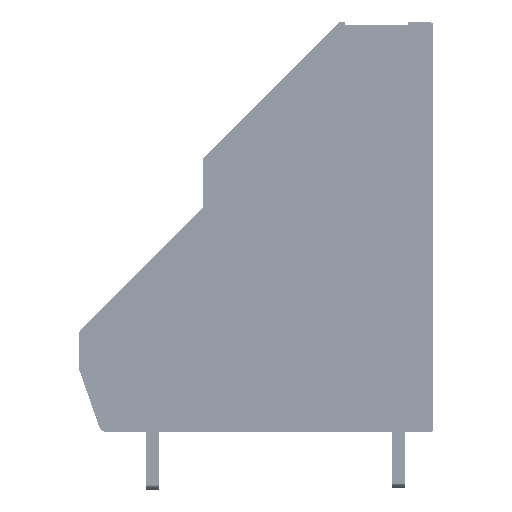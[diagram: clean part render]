
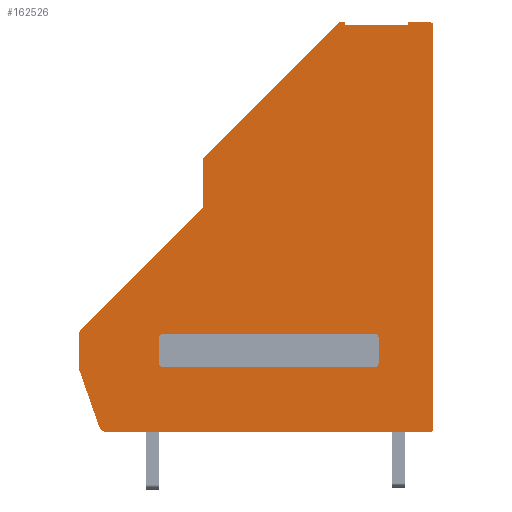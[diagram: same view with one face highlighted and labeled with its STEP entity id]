
A CAD part, front view. The second image highlights one B-rep face of the part: STEP entity #162526.
In plain terms, the highlighted planar face has unit normal (0, -1, 0).
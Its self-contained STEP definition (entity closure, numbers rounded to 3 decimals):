
#7236=CIRCLE('',#172178,0.25);
#7237=CIRCLE('',#172181,0.25);
#7238=CIRCLE('',#172184,0.25);
#7239=CIRCLE('',#172187,0.25);
#7241=CIRCLE('',#172196,0.25);
#7243=CIRCLE('',#172201,0.5);
#7345=CIRCLE('',#172467,0.5);
#7458=CIRCLE('',#172815,0.25);
#7460=CIRCLE('',#172819,0.5);
#17599=LINE('',#248365,#28866);
#17602=LINE('',#248373,#28869);
#17605=LINE('',#248381,#28872);
#17608=LINE('',#248389,#28875);
#17610=LINE('',#248394,#28877);
#17613=LINE('',#248400,#28880);
#17616=LINE('',#248406,#28883);
#17619=LINE('',#248412,#28886);
#17622=LINE('',#248418,#28889);
#17626=LINE('',#248430,#28893);
#17632=LINE('',#248443,#28899);
#17636=LINE('',#248455,#28903);
#17861=LINE('',#249318,#29128);
#18207=LINE('',#251151,#29474);
#18367=LINE('',#251495,#29634);
#18368=LINE('',#251496,#29635);
#28866=VECTOR('',#200943,1000.);
#28869=VECTOR('',#200952,1000.);
#28872=VECTOR('',#200961,1000.);
#28875=VECTOR('',#200970,1000.);
#28877=VECTOR('',#200974,1000.);
#28880=VECTOR('',#200979,1000.);
#28883=VECTOR('',#200984,1000.);
#28886=VECTOR('',#200989,1000.);
#28889=VECTOR('',#200994,1000.);
#28893=VECTOR('',#201006,1000.);
#28899=VECTOR('',#201014,1000.);
#28903=VECTOR('',#201026,1000.);
#29128=VECTOR('',#201775,1000.);
#29474=VECTOR('',#202659,1000.);
#29634=VECTOR('',#202993,1000.);
#29635=VECTOR('',#202994,1000.);
#61208=ORIENTED_EDGE('',*,*,#79933,.T.);
#61209=ORIENTED_EDGE('',*,*,#79930,.T.);
#61210=ORIENTED_EDGE('',*,*,#79927,.T.);
#61211=ORIENTED_EDGE('',*,*,#80973,.T.);
#61212=ORIENTED_EDGE('',*,*,#80974,.T.);
#61213=ORIENTED_EDGE('',*,*,#80968,.T.);
#61214=ORIENTED_EDGE('',*,*,#79921,.T.);
#61215=ORIENTED_EDGE('',*,*,#79920,.T.);
#61216=ORIENTED_EDGE('',*,*,#79915,.T.);
#61217=ORIENTED_EDGE('',*,*,#79912,.T.);
#61218=ORIENTED_EDGE('',*,*,#79909,.T.);
#61219=ORIENTED_EDGE('',*,*,#79906,.T.);
#61220=ORIENTED_EDGE('',*,*,#79903,.T.);
#61221=ORIENTED_EDGE('',*,*,#80795,.T.);
#61222=ORIENTED_EDGE('',*,*,#80291,.T.);
#61223=ORIENTED_EDGE('',*,*,#80975,.T.);
#61224=ORIENTED_EDGE('',*,*,#80300,.T.);
#61225=ORIENTED_EDGE('',*,*,#79901,.T.);
#61226=ORIENTED_EDGE('',*,*,#79899,.T.);
#61227=ORIENTED_EDGE('',*,*,#79897,.T.);
#61228=ORIENTED_EDGE('',*,*,#79895,.T.);
#61229=ORIENTED_EDGE('',*,*,#79893,.T.);
#61230=ORIENTED_EDGE('',*,*,#79891,.T.);
#61231=ORIENTED_EDGE('',*,*,#79889,.T.);
#61232=ORIENTED_EDGE('',*,*,#79887,.T.);
#79887=EDGE_CURVE('',#92291,#92290,#7236,.F.);
#79889=EDGE_CURVE('',#92292,#92291,#17599,.T.);
#79891=EDGE_CURVE('',#92293,#92292,#7237,.F.);
#79893=EDGE_CURVE('',#92294,#92293,#17602,.T.);
#79895=EDGE_CURVE('',#92295,#92294,#7238,.F.);
#79897=EDGE_CURVE('',#92296,#92295,#17605,.T.);
#79899=EDGE_CURVE('',#92297,#92296,#7239,.F.);
#79901=EDGE_CURVE('',#92290,#92297,#17608,.T.);
#79903=EDGE_CURVE('',#92300,#92299,#17610,.T.);
#79906=EDGE_CURVE('',#92302,#92300,#17613,.T.);
#79909=EDGE_CURVE('',#92304,#92302,#17616,.T.);
#79912=EDGE_CURVE('',#92306,#92304,#17619,.T.);
#79915=EDGE_CURVE('',#92308,#92306,#17622,.T.);
#79920=EDGE_CURVE('',#92311,#92308,#7241,.T.);
#79921=EDGE_CURVE('',#92312,#92311,#17626,.T.);
#79927=EDGE_CURVE('',#92314,#92317,#17632,.T.);
#79930=EDGE_CURVE('',#92319,#92314,#7243,.T.);
#79933=EDGE_CURVE('',#92320,#92319,#17636,.T.);
#80291=EDGE_CURVE('',#92506,#92505,#17861,.T.);
#80300=EDGE_CURVE('',#92508,#92320,#7345,.T.);
#80795=EDGE_CURVE('',#92299,#92506,#18207,.T.);
#80968=EDGE_CURVE('',#92892,#92312,#7458,.T.);
#80973=EDGE_CURVE('',#92317,#92894,#7460,.T.);
#80974=EDGE_CURVE('',#92894,#92892,#18367,.T.);
#80975=EDGE_CURVE('',#92505,#92508,#18368,.T.);
#92290=VERTEX_POINT('',#248360);
#92291=VERTEX_POINT('',#248362);
#92292=VERTEX_POINT('',#248366);
#92293=VERTEX_POINT('',#248370);
#92294=VERTEX_POINT('',#248374);
#92295=VERTEX_POINT('',#248378);
#92296=VERTEX_POINT('',#248382);
#92297=VERTEX_POINT('',#248386);
#92299=VERTEX_POINT('',#248393);
#92300=VERTEX_POINT('',#248395);
#92302=VERTEX_POINT('',#248401);
#92304=VERTEX_POINT('',#248407);
#92306=VERTEX_POINT('',#248413);
#92308=VERTEX_POINT('',#248419);
#92311=VERTEX_POINT('',#248426);
#92312=VERTEX_POINT('',#248431);
#92314=VERTEX_POINT('',#248437);
#92317=VERTEX_POINT('',#248442);
#92319=VERTEX_POINT('',#248447);
#92320=VERTEX_POINT('',#248452);
#92505=VERTEX_POINT('',#249317);
#92506=VERTEX_POINT('',#249319);
#92508=VERTEX_POINT('',#249329);
#92892=VERTEX_POINT('',#251482);
#92894=VERTEX_POINT('',#251492);
#100986=EDGE_LOOP('',(#61208,#61209,#61210,#61211,#61212,#61213,#61214,
#61215,#61216,#61217,#61218,#61219,#61220,#61221,#61222,#61223,#61224));
#100987=EDGE_LOOP('',(#61225,#61226,#61227,#61228,#61229,#61230,#61231,
#61232));
#107899=FACE_BOUND('',#100986,.T.);
#107900=FACE_BOUND('',#100987,.T.);
#112092=PLANE('',#172820);
#162526=ADVANCED_FACE('',(#107899,#107900),#112092,.T.);
#172178=AXIS2_PLACEMENT_3D('',#248361,#200938,#200939);
#172181=AXIS2_PLACEMENT_3D('',#248369,#200947,#200948);
#172184=AXIS2_PLACEMENT_3D('',#248377,#200956,#200957);
#172187=AXIS2_PLACEMENT_3D('',#248385,#200965,#200966);
#172196=AXIS2_PLACEMENT_3D('',#248428,#201002,#201003);
#172201=AXIS2_PLACEMENT_3D('',#248449,#201020,#201021);
#172467=AXIS2_PLACEMENT_3D('',#249331,#201787,#201788);
#172815=AXIS2_PLACEMENT_3D('',#251484,#202978,#202979);
#172819=AXIS2_PLACEMENT_3D('',#251493,#202989,#202990);
#172820=AXIS2_PLACEMENT_3D('',#251494,#202991,#202992);
#200938=DIRECTION('',(0.,-1.,0.));
#200939=DIRECTION('',(0.,0.,-1.));
#200943=DIRECTION('',(0.,0.,1.));
#200947=DIRECTION('',(0.,-1.,0.));
#200948=DIRECTION('',(0.,0.,-1.));
#200952=DIRECTION('',(-1.,0.,0.));
#200956=DIRECTION('',(0.,-1.,0.));
#200957=DIRECTION('',(0.,0.,-1.));
#200961=DIRECTION('',(0.,0.,-1.));
#200965=DIRECTION('',(0.,-1.,0.));
#200966=DIRECTION('',(0.,0.,-1.));
#200970=DIRECTION('',(1.,0.,0.));
#200974=DIRECTION('',(-1.,0.,0.));
#200979=DIRECTION('',(0.,0.,1.));
#200984=DIRECTION('',(-1.,0.,0.));
#200989=DIRECTION('',(0.,0.,-1.));
#200994=DIRECTION('',(-1.,0.,0.));
#201002=DIRECTION('',(0.,-1.,0.));
#201003=DIRECTION('',(0.,0.,-1.));
#201006=DIRECTION('',(0.,0.,1.));
#201014=DIRECTION('',(0.33,0.,-0.944));
#201020=DIRECTION('',(0.,-1.,0.));
#201021=DIRECTION('',(0.,0.,-1.));
#201026=DIRECTION('',(0.,0.,-1.));
#201775=DIRECTION('',(0.,0.,-1.));
#201787=DIRECTION('',(0.,-1.,0.));
#201788=DIRECTION('',(0.,0.,-1.));
#202659=DIRECTION('',(-0.707,0.,-0.707));
#202978=DIRECTION('',(0.,-1.,0.));
#202979=DIRECTION('',(0.,0.,-1.));
#202989=DIRECTION('',(0.,-1.,0.));
#202990=DIRECTION('',(0.,0.,-1.));
#202991=DIRECTION('',(0.,-1.,0.));
#202992=DIRECTION('',(0.,0.,-1.));
#202993=DIRECTION('',(1.,0.,0.));
#202994=DIRECTION('',(-0.707,0.,-0.707));
#248360=CARTESIAN_POINT('',(17.718,-3.26,9.876));
#248361=CARTESIAN_POINT('',(17.718,-3.26,9.626));
#248362=CARTESIAN_POINT('',(17.468,-3.26,9.626));
#248365=CARTESIAN_POINT('',(17.468,-3.26,7.769));
#248366=CARTESIAN_POINT('',(17.468,-3.26,8.019));
#248369=CARTESIAN_POINT('',(17.718,-3.26,8.019));
#248370=CARTESIAN_POINT('',(17.718,-3.26,7.769));
#248373=CARTESIAN_POINT('',(31.107,-3.26,7.769));
#248374=CARTESIAN_POINT('',(30.857,-3.26,7.769));
#248377=CARTESIAN_POINT('',(30.857,-3.26,8.019));
#248378=CARTESIAN_POINT('',(31.107,-3.26,8.019));
#248381=CARTESIAN_POINT('',(31.107,-3.26,9.876));
#248382=CARTESIAN_POINT('',(31.107,-3.26,9.626));
#248385=CARTESIAN_POINT('',(30.857,-3.26,9.626));
#248386=CARTESIAN_POINT('',(30.857,-3.26,9.876));
#248389=CARTESIAN_POINT('',(17.468,-3.26,9.876));
#248393=CARTESIAN_POINT('',(28.66,-3.26,29.25));
#248394=CARTESIAN_POINT('',(28.66,-3.26,29.25));
#248395=CARTESIAN_POINT('',(29.05,-3.26,29.25));
#248400=CARTESIAN_POINT('',(29.05,-3.26,29.25));
#248401=CARTESIAN_POINT('',(29.05,-3.26,29.05));
#248406=CARTESIAN_POINT('',(29.05,-3.26,29.05));
#248407=CARTESIAN_POINT('',(32.95,-3.26,29.05));
#248412=CARTESIAN_POINT('',(32.95,-3.26,29.05));
#248413=CARTESIAN_POINT('',(32.95,-3.26,29.25));
#248418=CARTESIAN_POINT('',(32.95,-3.26,29.25));
#248419=CARTESIAN_POINT('',(34.27,-3.26,29.25));
#248426=CARTESIAN_POINT('',(34.52,-3.26,29.));
#248428=CARTESIAN_POINT('',(34.27,-3.26,29.));
#248430=CARTESIAN_POINT('',(34.52,-3.26,29.25));
#248431=CARTESIAN_POINT('',(34.52,-3.26,4.));
#248437=CARTESIAN_POINT('',(12.478,-3.26,7.67));
#248442=CARTESIAN_POINT('',(13.733,-3.26,4.085));
#248443=CARTESIAN_POINT('',(12.45,-3.26,7.75));
#248447=CARTESIAN_POINT('',(12.45,-3.26,7.835));
#248449=CARTESIAN_POINT('',(12.95,-3.26,7.835));
#248452=CARTESIAN_POINT('',(12.45,-3.26,9.763));
#248455=CARTESIAN_POINT('',(12.45,-3.26,9.97));
#249317=CARTESIAN_POINT('',(20.2,-3.26,17.72));
#249318=CARTESIAN_POINT('',(20.2,-3.26,17.72));
#249319=CARTESIAN_POINT('',(20.2,-3.26,20.79));
#249329=CARTESIAN_POINT('',(12.596,-3.26,10.117));
#249331=CARTESIAN_POINT('',(12.95,-3.26,9.763));
#251151=CARTESIAN_POINT('',(20.2,-3.26,20.79));
#251482=CARTESIAN_POINT('',(34.27,-3.26,3.75));
#251484=CARTESIAN_POINT('',(34.27,-3.26,4.));
#251492=CARTESIAN_POINT('',(14.205,-3.26,3.75));
#251493=CARTESIAN_POINT('',(14.205,-3.26,4.25));
#251494=CARTESIAN_POINT('',(0.,-3.26,0.));
#251495=CARTESIAN_POINT('',(34.52,-3.26,3.75));
#251496=CARTESIAN_POINT('',(20.2,-3.26,17.72));
